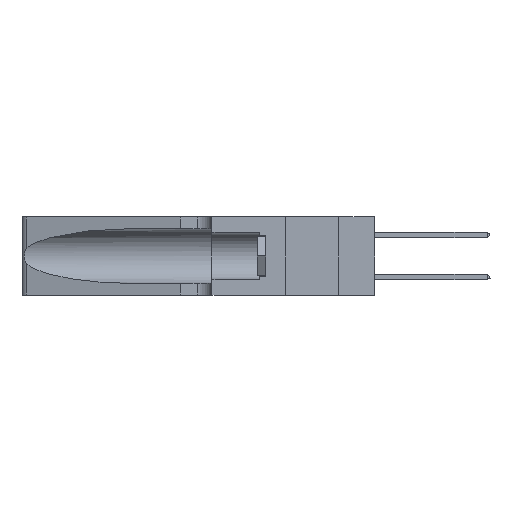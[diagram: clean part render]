
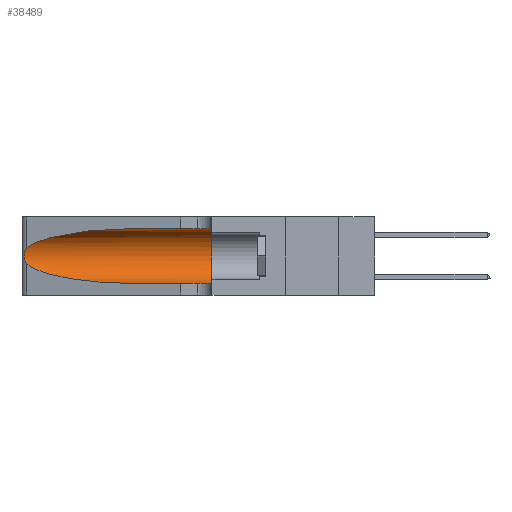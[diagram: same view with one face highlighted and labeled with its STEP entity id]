
A CAD part, left-side view. The second image highlights one B-rep face of the part: STEP entity #38489.
In plain terms, the highlighted cylindrical face has radius 3.308 mm (diameter 6.617 mm), a partial arc.
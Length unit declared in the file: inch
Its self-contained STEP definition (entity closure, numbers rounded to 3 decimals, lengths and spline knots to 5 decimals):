
#1371 = CARTESIAN_POINT ( 'NONE',  ( 0.25639, 1.23184, 0.21858 ) ) ;
#1514 = CARTESIAN_POINT ( 'NONE',  ( 0.26075, 1.23896, 0.19203 ) ) ;
#1782 = VECTOR ( 'NONE', #27305, 39.37008 ) ;
#1853 = VERTEX_POINT ( 'NONE', #2979 ) ;
#2108 = VERTEX_POINT ( 'NONE', #19296 ) ;
#2892 = EDGE_CURVE ( 'NONE', #3944, #12941, #13933, .T. ) ;
#2979 = CARTESIAN_POINT ( 'NONE',  ( 0.1305, 0.72297, 0.05475 ) ) ;
#3944 = VERTEX_POINT ( 'NONE', #35131 ) ;
#4726 = CARTESIAN_POINT ( 'NONE',  ( 0.25854, 1.2359, 0.20912 ) ) ;
#5726 = CYLINDRICAL_SURFACE ( 'NONE', #10344, 0.13025 ) ;
#5870 = CARTESIAN_POINT ( 'NONE',  ( 0.1305, 1.61858, 0.31525 ) ) ;
#7397 = CARTESIAN_POINT ( 'NONE',  ( 0.1305, 1.61858, 0.185 ) ) ;
#10344 = AXIS2_PLACEMENT_3D ( 'NONE', #7397, #40917, #27961 ) ;
#11274 = DIRECTION ( 'NONE',  ( 0., 1., 0. ) ) ;
#11673 = CARTESIAN_POINT ( 'NONE',  ( 0.26075, 1.23896, 0.178 ) ) ;
#12044 =( BOUNDED_CURVE ( )  B_SPLINE_CURVE ( 3, ( #22585, #42939, #29104, #25970 ),
 .UNSPECIFIED., .F., .F. ) 
 B_SPLINE_CURVE_WITH_KNOTS ( ( 4, 4 ),
 ( 3.44316, 4.71239 ),
 .UNSPECIFIED. ) 
 CURVE ( )  GEOMETRIC_REPRESENTATION_ITEM ( )  RATIONAL_B_SPLINE_CURVE ( ( 1., 0.87, 0.87, 1. ) ) 
 REPRESENTATION_ITEM ( '' )  );
#12097 = CARTESIAN_POINT ( 'NONE',  ( 0.25555, 1.22993, 0.14849 ) ) ;
#12941 = VERTEX_POINT ( 'NONE', #28538 ) ;
#13643 = VERTEX_POINT ( 'NONE', #16663 ) ;
#13856 = CARTESIAN_POINT ( 'NONE',  ( 0.1305, 1.61858, 0.05475 ) ) ;
#13933 = B_SPLINE_CURVE_WITH_KNOTS ( 'NONE', 3,
 ( #37650, #28238, #1371, #38690, #4726, #41950, #1514, #11673, #19184, #39274, #26132, #38986, #12097, #15798 ),
 .UNSPECIFIED., .F., .F.,
 ( 4, 2, 2, 2, 2, 2, 4 ),
 ( 0., 0.00027, 0.00053, 0.00107, 0.0016, 0.00187, 0.00214 ),
 .UNSPECIFIED. ) ;
#14671 = DIRECTION ( 'NONE',  ( 0., 0., 1. ) ) ;
#14784 = ORIENTED_EDGE ( 'NONE', *, *, #19121, .T. ) ;
#15777 = DIRECTION ( 'NONE',  ( 0., -1., 0. ) ) ;
#15798 = CARTESIAN_POINT ( 'NONE',  ( 0.25487, 1.22718, 0.14631 ) ) ;
#16109 = ORIENTED_EDGE ( 'NONE', *, *, #2892, .T. ) ;
#16663 = CARTESIAN_POINT ( 'NONE',  ( 0.1305, 0.35, 0.31525 ) ) ;
#17653 = AXIS2_PLACEMENT_3D ( 'NONE', #18170, #11274, #14671 ) ;
#18170 = CARTESIAN_POINT ( 'NONE',  ( 0.1305, 0.35, 0.185 ) ) ;
#19121 = EDGE_CURVE ( 'NONE', #12941, #1853, #12044, .T. ) ;
#19165 = EDGE_CURVE ( 'NONE', #40224, #13643, #21961, .T. ) ;
#19173 = LINE ( 'NONE', #13856, #1782 ) ;
#19184 = CARTESIAN_POINT ( 'NONE',  ( 0.26017, 1.23833, 0.17102 ) ) ;
#19296 = CARTESIAN_POINT ( 'NONE',  ( 0.1305, 0.35, 0.05475 ) ) ;
#19560 = EDGE_CURVE ( 'NONE', #13643, #2108, #38790, .T. ) ;
#20932 = ORIENTED_EDGE ( 'NONE', *, *, #19560, .F. ) ;
#21961 = LINE ( 'NONE', #5870, #33564 ) ;
#22475 = ORIENTED_EDGE ( 'NONE', *, *, #25110, .T. ) ;
#22585 = CARTESIAN_POINT ( 'NONE',  ( 0.25487, 1.22718, 0.14631 ) ) ;
#22786 = CARTESIAN_POINT ( 'NONE',  ( 0.25487, 1.22718, 0.22369 ) ) ;
#24637 = ORIENTED_EDGE ( 'NONE', *, *, #25339, .T. ) ;
#25110 = EDGE_CURVE ( 'NONE', #40224, #3944, #31599, .T. ) ;
#25339 = EDGE_CURVE ( 'NONE', #1853, #2108, #19173, .T. ) ;
#25970 = CARTESIAN_POINT ( 'NONE',  ( 0.1305, 0.72297, 0.05475 ) ) ;
#26132 = CARTESIAN_POINT ( 'NONE',  ( 0.25789, 1.23486, 0.15765 ) ) ;
#26468 = CARTESIAN_POINT ( 'NONE',  ( 0.2373, 1.15595, 0.28018 ) ) ;
#27305 = DIRECTION ( 'NONE',  ( 0., -1., 0. ) ) ;
#27961 = DIRECTION ( 'NONE',  ( 0., 0., -1. ) ) ;
#28238 = CARTESIAN_POINT ( 'NONE',  ( 0.25555, 1.22994, 0.2215 ) ) ;
#28538 = CARTESIAN_POINT ( 'NONE',  ( 0.25487, 1.22718, 0.14631 ) ) ;
#29104 = CARTESIAN_POINT ( 'NONE',  ( 0.18966, 0.96281, 0.05475 ) ) ;
#29437 = CARTESIAN_POINT ( 'NONE',  ( 0.18966, 0.96281, 0.31525 ) ) ;
#29574 = CARTESIAN_POINT ( 'NONE',  ( 0.1305, 0.72297, 0.31525 ) ) ;
#29785 = ORIENTED_EDGE ( 'NONE', *, *, #19165, .F. ) ;
#31130 = FACE_OUTER_BOUND ( 'NONE', #31640, .T. ) ;
#31599 =( BOUNDED_CURVE ( )  B_SPLINE_CURVE ( 3, ( #29574, #29437, #26468, #22786 ),
 .UNSPECIFIED., .F., .F. ) 
 B_SPLINE_CURVE_WITH_KNOTS ( ( 4, 4 ),
 ( 1.5708, 2.84003 ),
 .UNSPECIFIED. ) 
 CURVE ( )  GEOMETRIC_REPRESENTATION_ITEM ( )  RATIONAL_B_SPLINE_CURVE ( ( 1., 0.87, 0.87, 1. ) ) 
 REPRESENTATION_ITEM ( '' )  );
#31640 = EDGE_LOOP ( 'NONE', ( #22475, #16109, #14784, #24637, #20932, #29785 ) ) ;
#33564 = VECTOR ( 'NONE', #15777, 39.37008 ) ;
#35131 = CARTESIAN_POINT ( 'NONE',  ( 0.25487, 1.22718, 0.22369 ) ) ;
#37650 = CARTESIAN_POINT ( 'NONE',  ( 0.25487, 1.22718, 0.22369 ) ) ;
#38489 = ADVANCED_FACE ( 'NONE', ( #31130 ), #5726, .F. ) ;
#38690 = CARTESIAN_POINT ( 'NONE',  ( 0.25787, 1.23484, 0.2124 ) ) ;
#38790 = CIRCLE ( 'NONE', #17653, 0.13025 ) ;
#38986 = CARTESIAN_POINT ( 'NONE',  ( 0.25639, 1.23186, 0.15144 ) ) ;
#39274 = CARTESIAN_POINT ( 'NONE',  ( 0.25856, 1.23593, 0.16098 ) ) ;
#40224 = VERTEX_POINT ( 'NONE', #41842 ) ;
#40917 = DIRECTION ( 'NONE',  ( 0., -1., 0. ) ) ;
#41842 = CARTESIAN_POINT ( 'NONE',  ( 0.1305, 0.72297, 0.31525 ) ) ;
#41950 = CARTESIAN_POINT ( 'NONE',  ( 0.26018, 1.23835, 0.19895 ) ) ;
#42939 = CARTESIAN_POINT ( 'NONE',  ( 0.2373, 1.15595, 0.08982 ) ) ;
